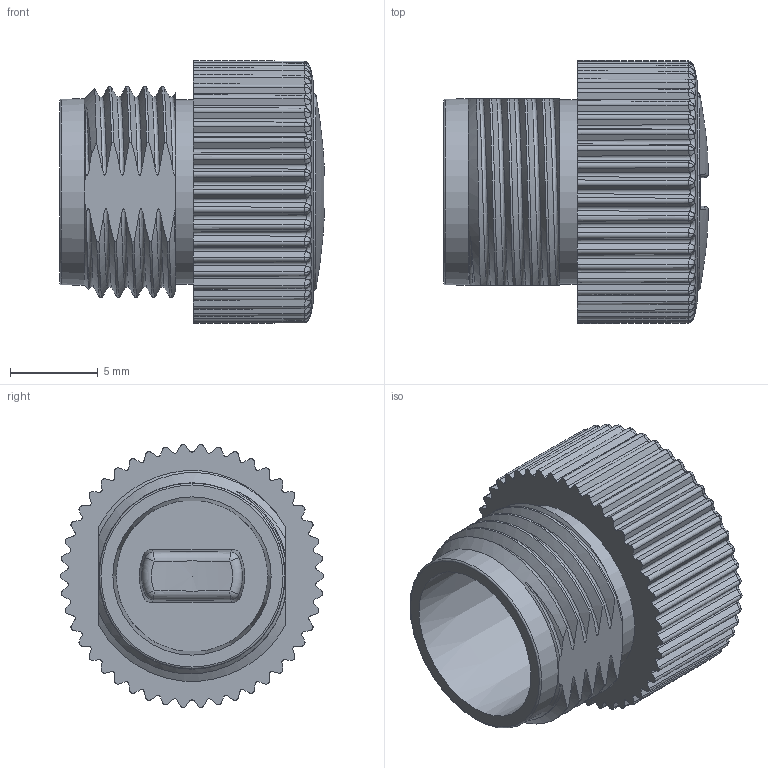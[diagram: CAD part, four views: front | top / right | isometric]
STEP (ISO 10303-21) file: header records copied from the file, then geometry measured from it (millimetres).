
FILE_DESCRIPTION(/* description */ (''),/* implementation_level */ '2;1');
FILE_NAME(/* name */ '08-2769-000-000-001_03.stp',/* time_stamp */ '2016-01-28T08:27:01+01:00',/* author */ ('Teilekonstruktion & Entwicklung'),/* organization */ ('Franz Binder GmbH & Co.'),/* preprocessor_version */ 'ST-DEVELOPER v14',/* originating_system */ 'SIEMENS PLM Software NX 8.0',/* authorisation */ '');
FILE_SCHEMA (('AUTOMOTIVE_DESIGN { 1 0 10303 214 3 1 1 1 }'));
Length unit declared in the file: millimetre
Products named in the file (3): 15 7630 039 001_00; 16 1146 000 001_02; 08 2769 000 000 001_03
Assembly tree (2 placements, depth 3):
  08 2769 000 000 001_03
    16 1146 000 001_02
      15 7630 039 001_00
Bounding box: 15.06 x 14.97 x 14.94 mm (x, y, z)
Volume: 1188 mm3; surface area: 1526.4 mm2
Topology: 1 solids, 1 shells, 470 faces, 1219 edges, 704 vertices
Faces by surface type: bspline 132, plane 111, torus 110, cone 100, cylinder 10, sphere 7
Full cylindrical faces by diameter (mm): 10.5 x1
Entity records: 22457 total; most frequent: CARTESIAN_POINT 12811, ORIENTED_EDGE 2314, DIRECTION 1476, EDGE_CURVE 1157, VERTEX_POINT 700, B_SPLINE_CURVE_WITH_KNOTS 602, AXIS2_PLACEMENT_3D 580, EDGE_LOOP 481
